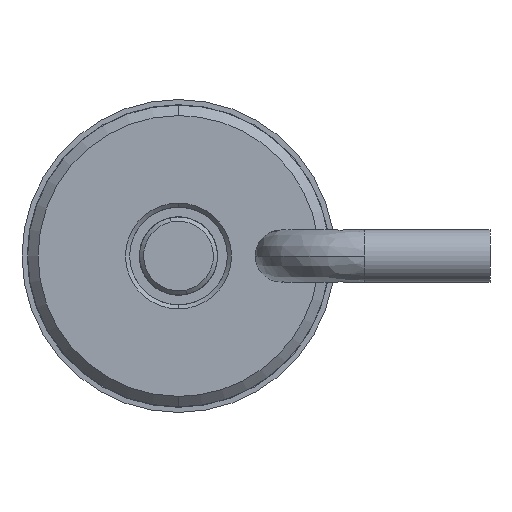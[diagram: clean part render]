
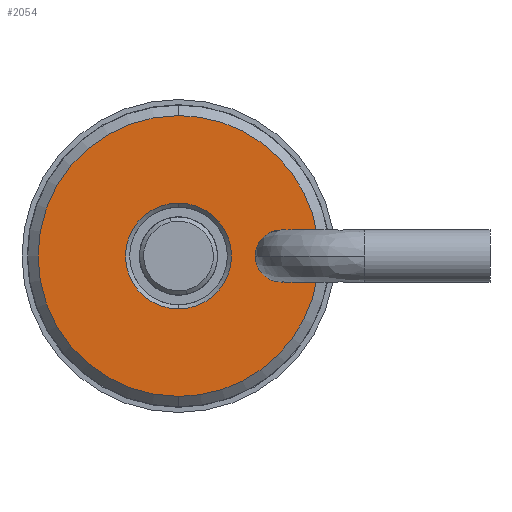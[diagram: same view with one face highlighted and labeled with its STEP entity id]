
A CAD part, left-side view. The second image highlights one B-rep face of the part: STEP entity #2054.
In plain terms, the highlighted planar face has unit normal (-1, 0, 0).
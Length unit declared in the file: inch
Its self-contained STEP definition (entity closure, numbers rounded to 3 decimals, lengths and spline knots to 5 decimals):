
#61 = CIRCLE ( 'NONE', #1456, 0.3365 ) ;
#107 = DIRECTION ( 'NONE',  ( 1., 0., 0. ) ) ;
#170 = EDGE_CURVE ( 'NONE', #2986, #801, #1001, .T. ) ;
#227 = DIRECTION ( 'NONE',  ( -1., 0., 0. ) ) ;
#270 = LINE ( 'NONE', #2856, #3262 ) ;
#308 = EDGE_CURVE ( 'NONE', #542, #3207, #631, .T. ) ;
#323 = CARTESIAN_POINT ( 'NONE',  ( 0., 0., 0. ) ) ;
#349 = CARTESIAN_POINT ( 'NONE',  ( 0., 0., 0.127 ) ) ;
#382 = ORIENTED_EDGE ( 'NONE', *, *, #3160, .F. ) ;
#542 = VERTEX_POINT ( 'NONE', #349 ) ;
#602 = VECTOR ( 'NONE', #2008, 39.37008 ) ;
#631 = CIRCLE ( 'NONE', #2713, 0.127 ) ;
#660 = DIRECTION ( 'NONE',  ( 0., 0., -1. ) ) ;
#676 = DIRECTION ( 'NONE',  ( 0., 0., -1. ) ) ;
#690 = EDGE_LOOP ( 'NONE', ( #3625, #890, #2854, #3418, #3008, #382 ) ) ;
#699 = DIRECTION ( 'NONE',  ( 0., 0., -1. ) ) ;
#735 = FACE_BOUND ( 'NONE', #1908, .T. ) ;
#801 = VERTEX_POINT ( 'NONE', #1015 ) ;
#827 = VERTEX_POINT ( 'NONE', #3539 ) ;
#853 = AXIS2_PLACEMENT_3D ( 'NONE', #323, #1483, #1691 ) ;
#890 = ORIENTED_EDGE ( 'NONE', *, *, #3415, .T. ) ;
#954 = CARTESIAN_POINT ( 'NONE',  ( 0., 0., 0. ) ) ;
#1001 = CIRCLE ( 'NONE', #3286, 0.3365 ) ;
#1015 = CARTESIAN_POINT ( 'NONE',  ( 0., 0.33238, -0.0525 ) ) ;
#1022 = VERTEX_POINT ( 'NONE', #1116 ) ;
#1039 = AXIS2_PLACEMENT_3D ( 'NONE', #1550, #1818, #699 ) ;
#1093 = CARTESIAN_POINT ( 'NONE',  ( 0., 0., 0. ) ) ;
#1110 = DIRECTION ( 'NONE',  ( 0., 0., 1. ) ) ;
#1116 = CARTESIAN_POINT ( 'NONE',  ( 0., 0., 0.3365 ) ) ;
#1182 = CARTESIAN_POINT ( 'NONE',  ( 0., 0.2365, 0.0525 ) ) ;
#1232 = ORIENTED_EDGE ( 'NONE', *, *, #3429, .F. ) ;
#1400 = AXIS2_PLACEMENT_3D ( 'NONE', #954, #2398, #660 ) ;
#1456 = AXIS2_PLACEMENT_3D ( 'NONE', #1093, #2995, #2769 ) ;
#1458 = AXIS2_PLACEMENT_3D ( 'NONE', #2666, #107, #676 ) ;
#1483 = DIRECTION ( 'NONE',  ( -1., 0., 0. ) ) ;
#1530 = DIRECTION ( 'NONE',  ( 0., 0., -1. ) ) ;
#1550 = CARTESIAN_POINT ( 'NONE',  ( 0., 0.2365, 0. ) ) ;
#1626 = ORIENTED_EDGE ( 'NONE', *, *, #308, .F. ) ;
#1691 = DIRECTION ( 'NONE',  ( 0., 0., 1. ) ) ;
#1818 = DIRECTION ( 'NONE',  ( 1., 0., 0. ) ) ;
#1908 = EDGE_LOOP ( 'NONE', ( #1626, #1232 ) ) ;
#1910 = CARTESIAN_POINT ( 'NONE',  ( 0., 0., -0.127 ) ) ;
#1974 = LINE ( 'NONE', #1182, #602 ) ;
#2008 = DIRECTION ( 'NONE',  ( 0., -1., 0. ) ) ;
#2054 = ADVANCED_FACE ( 'NONE', ( #2683, #735 ), #2953, .F. ) ;
#2067 = EDGE_CURVE ( 'NONE', #3650, #1022, #2748, .T. ) ;
#2211 = CARTESIAN_POINT ( 'NONE',  ( 0., 0.33238, 0.0525 ) ) ;
#2276 = DIRECTION ( 'NONE',  ( 0., 1., 0. ) ) ;
#2371 = CARTESIAN_POINT ( 'NONE',  ( 0., 0., 0. ) ) ;
#2398 = DIRECTION ( 'NONE',  ( 1., 0., 0. ) ) ;
#2503 = CARTESIAN_POINT ( 'NONE',  ( 0., 0.2365, -0.0525 ) ) ;
#2631 = CIRCLE ( 'NONE', #1039, 0.0525 ) ;
#2666 = CARTESIAN_POINT ( 'NONE',  ( 0., 0., 0. ) ) ;
#2683 = FACE_OUTER_BOUND ( 'NONE', #690, .T. ) ;
#2684 = CIRCLE ( 'NONE', #853, 0.127 ) ;
#2713 = AXIS2_PLACEMENT_3D ( 'NONE', #2787, #227, #1110 ) ;
#2748 = CIRCLE ( 'NONE', #1458, 0.3365 ) ;
#2769 = DIRECTION ( 'NONE',  ( 0., 0., -1. ) ) ;
#2787 = CARTESIAN_POINT ( 'NONE',  ( 0., 0., 0. ) ) ;
#2827 = VERTEX_POINT ( 'NONE', #2503 ) ;
#2854 = ORIENTED_EDGE ( 'NONE', *, *, #3535, .T. ) ;
#2856 = CARTESIAN_POINT ( 'NONE',  ( 0., 0.2365, -0.0525 ) ) ;
#2888 = CARTESIAN_POINT ( 'NONE',  ( 0., 0., -0.3365 ) ) ;
#2953 = PLANE ( 'NONE',  #1400 ) ;
#2970 = DIRECTION ( 'NONE',  ( 1., 0., 0. ) ) ;
#2986 = VERTEX_POINT ( 'NONE', #2888 ) ;
#2995 = DIRECTION ( 'NONE',  ( 1., 0., 0. ) ) ;
#3008 = ORIENTED_EDGE ( 'NONE', *, *, #170, .F. ) ;
#3160 = EDGE_CURVE ( 'NONE', #1022, #2986, #61, .T. ) ;
#3207 = VERTEX_POINT ( 'NONE', #1910 ) ;
#3262 = VECTOR ( 'NONE', #2276, 39.37008 ) ;
#3286 = AXIS2_PLACEMENT_3D ( 'NONE', #2371, #2970, #1530 ) ;
#3328 = EDGE_CURVE ( 'NONE', #2827, #801, #270, .T. ) ;
#3415 = EDGE_CURVE ( 'NONE', #3650, #827, #1974, .T. ) ;
#3418 = ORIENTED_EDGE ( 'NONE', *, *, #3328, .T. ) ;
#3429 = EDGE_CURVE ( 'NONE', #3207, #542, #2684, .T. ) ;
#3535 = EDGE_CURVE ( 'NONE', #827, #2827, #2631, .T. ) ;
#3539 = CARTESIAN_POINT ( 'NONE',  ( 0., 0.2365, 0.0525 ) ) ;
#3625 = ORIENTED_EDGE ( 'NONE', *, *, #2067, .F. ) ;
#3650 = VERTEX_POINT ( 'NONE', #2211 ) ;
